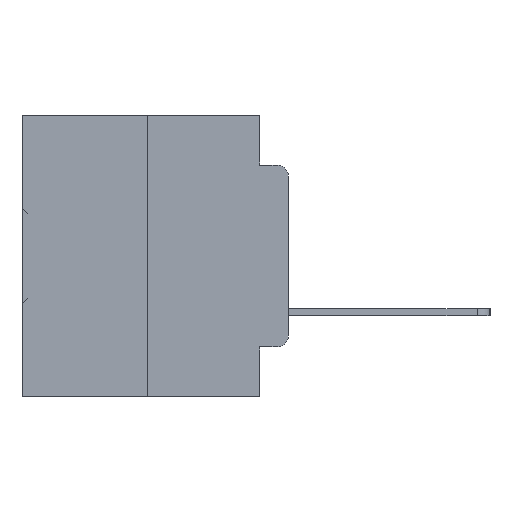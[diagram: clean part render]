
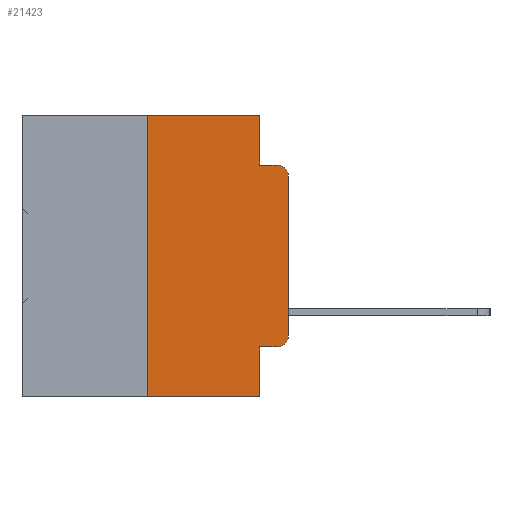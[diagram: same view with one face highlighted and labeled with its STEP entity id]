
A CAD part, left-side view. The second image highlights one B-rep face of the part: STEP entity #21423.
In plain terms, the highlighted planar face has unit normal (-1, 0, 0).
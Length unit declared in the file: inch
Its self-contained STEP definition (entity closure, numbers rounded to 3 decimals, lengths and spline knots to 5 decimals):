
#301 = AXIS2_PLACEMENT_3D ( 'NONE', #8898, #28889, #11840 ) ;
#1621 = CARTESIAN_POINT ( 'NONE',  ( 0., 0., -0.1085 ) ) ;
#1817 = CARTESIAN_POINT ( 'NONE',  ( 0., 0., 0. ) ) ;
#1859 = DIRECTION ( 'NONE',  ( 0., 0., 1. ) ) ;
#1938 = ORIENTED_EDGE ( 'NONE', *, *, #2139, .T. ) ;
#2139 = EDGE_CURVE ( 'NONE', #11429, #34217, #15244, .T. ) ;
#2635 = LINE ( 'NONE', #34597, #32992 ) ;
#5111 = ORIENTED_EDGE ( 'NONE', *, *, #32762, .F. ) ;
#5964 = ORIENTED_EDGE ( 'NONE', *, *, #11820, .F. ) ;
#6885 = CARTESIAN_POINT ( 'NONE',  ( 0., 0.051, 0. ) ) ;
#6999 = VERTEX_POINT ( 'NONE', #17292 ) ;
#7054 = DIRECTION ( 'NONE',  ( 0., 0., -1. ) ) ;
#7181 = EDGE_CURVE ( 'NONE', #12509, #11429, #22270, .T. ) ;
#8898 = CARTESIAN_POINT ( 'NONE',  ( 0., 0.02, -0.1085 ) ) ;
#9298 = LINE ( 'NONE', #11210, #17875 ) ;
#9496 = CIRCLE ( 'NONE', #301, 0.02 ) ;
#9821 = LINE ( 'NONE', #10934, #10738 ) ;
#9860 = EDGE_CURVE ( 'NONE', #34217, #6999, #9496, .T. ) ;
#10120 = ORIENTED_EDGE ( 'NONE', *, *, #27106, .F. ) ;
#10738 = VECTOR ( 'NONE', #30859, 39.37008 ) ;
#10934 = CARTESIAN_POINT ( 'NONE',  ( 0., 0.051, -0.4115 ) ) ;
#11101 = EDGE_CURVE ( 'NONE', #15007, #23165, #35197, .T. ) ;
#11210 = CARTESIAN_POINT ( 'NONE',  ( 0., 0.25, 0. ) ) ;
#11344 = VERTEX_POINT ( 'NONE', #6885 ) ;
#11429 = VERTEX_POINT ( 'NONE', #30144 ) ;
#11820 = EDGE_CURVE ( 'NONE', #33390, #6999, #2635, .T. ) ;
#11840 = DIRECTION ( 'NONE',  ( 0., 0., -1. ) ) ;
#11892 = CARTESIAN_POINT ( 'NONE',  ( 0., 0.473, 0. ) ) ;
#12509 = VERTEX_POINT ( 'NONE', #25791 ) ;
#13014 = LINE ( 'NONE', #32763, #35553 ) ;
#13332 = AXIS2_PLACEMENT_3D ( 'NONE', #15246, #34998, #18128 ) ;
#14340 = DIRECTION ( 'NONE',  ( 0., 0., -1. ) ) ;
#14770 = DIRECTION ( 'NONE',  ( 1., 0., 0. ) ) ;
#15007 = VERTEX_POINT ( 'NONE', #31350 ) ;
#15079 = ORIENTED_EDGE ( 'NONE', *, *, #35264, .F. ) ;
#15244 = LINE ( 'NONE', #1817, #21060 ) ;
#15246 = CARTESIAN_POINT ( 'NONE',  ( 0., 0.02, -0.3915 ) ) ;
#15677 = EDGE_CURVE ( 'NONE', #11344, #33390, #13014, .T. ) ;
#17292 = CARTESIAN_POINT ( 'NONE',  ( 0., 0.02, -0.0885 ) ) ;
#17336 = CARTESIAN_POINT ( 'NONE',  ( 0., 0.473, 0. ) ) ;
#17427 = CARTESIAN_POINT ( 'NONE',  ( 0., 0.051, -0.5 ) ) ;
#17875 = VECTOR ( 'NONE', #33875, 39.37008 ) ;
#18128 = DIRECTION ( 'NONE',  ( 0., 0., -1. ) ) ;
#19991 = ORIENTED_EDGE ( 'NONE', *, *, #15677, .F. ) ;
#21060 = VECTOR ( 'NONE', #1859, 39.37008 ) ;
#21423 = ADVANCED_FACE ( 'NONE', ( #27636 ), #28933, .F. ) ;
#21988 = VECTOR ( 'NONE', #34319, 39.37008 ) ;
#22190 = LINE ( 'NONE', #31363, #29723 ) ;
#22229 = ORIENTED_EDGE ( 'NONE', *, *, #36428, .T. ) ;
#22270 = CIRCLE ( 'NONE', #13332, 0.02 ) ;
#23165 = VERTEX_POINT ( 'NONE', #17427 ) ;
#23249 = VERTEX_POINT ( 'NONE', #26329 ) ;
#25791 = CARTESIAN_POINT ( 'NONE',  ( 0., 0.02, -0.4115 ) ) ;
#25824 = CARTESIAN_POINT ( 'NONE',  ( 0., 0.473, -0.5 ) ) ;
#26329 = CARTESIAN_POINT ( 'NONE',  ( 0., 0.051, -0.4115 ) ) ;
#27097 = ORIENTED_EDGE ( 'NONE', *, *, #11101, .T. ) ;
#27106 = EDGE_CURVE ( 'NONE', #15007, #28356, #9298, .T. ) ;
#27488 = ORIENTED_EDGE ( 'NONE', *, *, #9860, .T. ) ;
#27636 = FACE_OUTER_BOUND ( 'NONE', #31331, .T. ) ;
#27778 = VECTOR ( 'NONE', #28666, 39.37008 ) ;
#28356 = VERTEX_POINT ( 'NONE', #36563 ) ;
#28583 = CARTESIAN_POINT ( 'NONE',  ( 0., 0.051, -0.0885 ) ) ;
#28666 = DIRECTION ( 'NONE',  ( 0., -1., 0. ) ) ;
#28889 = DIRECTION ( 'NONE',  ( -1., 0., 0. ) ) ;
#28933 = PLANE ( 'NONE',  #35141 ) ;
#29511 = LINE ( 'NONE', #17336, #21988 ) ;
#29723 = VECTOR ( 'NONE', #14340, 39.37008 ) ;
#29766 = ORIENTED_EDGE ( 'NONE', *, *, #7181, .T. ) ;
#30144 = CARTESIAN_POINT ( 'NONE',  ( 0., 0., -0.3915 ) ) ;
#30859 = DIRECTION ( 'NONE',  ( 0., -1., 0. ) ) ;
#31331 = EDGE_LOOP ( 'NONE', ( #1938, #27488, #5964, #19991, #15079, #10120, #27097, #5111, #22229, #29766 ) ) ;
#31350 = CARTESIAN_POINT ( 'NONE',  ( 0., 0.25, -0.5 ) ) ;
#31363 = CARTESIAN_POINT ( 'NONE',  ( 0., 0.051, 0. ) ) ;
#31832 = DIRECTION ( 'NONE',  ( 0., -1., 0. ) ) ;
#32762 = EDGE_CURVE ( 'NONE', #23249, #23165, #22190, .T. ) ;
#32763 = CARTESIAN_POINT ( 'NONE',  ( 0., 0.051, 0. ) ) ;
#32992 = VECTOR ( 'NONE', #31832, 39.37008 ) ;
#33390 = VERTEX_POINT ( 'NONE', #28583 ) ;
#33875 = DIRECTION ( 'NONE',  ( 0., 0., 1. ) ) ;
#34217 = VERTEX_POINT ( 'NONE', #1621 ) ;
#34319 = DIRECTION ( 'NONE',  ( 0., -1., 0. ) ) ;
#34541 = DIRECTION ( 'NONE',  ( 0., 0., -1. ) ) ;
#34597 = CARTESIAN_POINT ( 'NONE',  ( 0., 0.051, -0.0885 ) ) ;
#34998 = DIRECTION ( 'NONE',  ( -1., 0., 0. ) ) ;
#35141 = AXIS2_PLACEMENT_3D ( 'NONE', #11892, #14770, #34541 ) ;
#35197 = LINE ( 'NONE', #25824, #27778 ) ;
#35264 = EDGE_CURVE ( 'NONE', #28356, #11344, #29511, .T. ) ;
#35553 = VECTOR ( 'NONE', #7054, 39.37008 ) ;
#36428 = EDGE_CURVE ( 'NONE', #23249, #12509, #9821, .T. ) ;
#36563 = CARTESIAN_POINT ( 'NONE',  ( 0., 0.25, 0. ) ) ;
